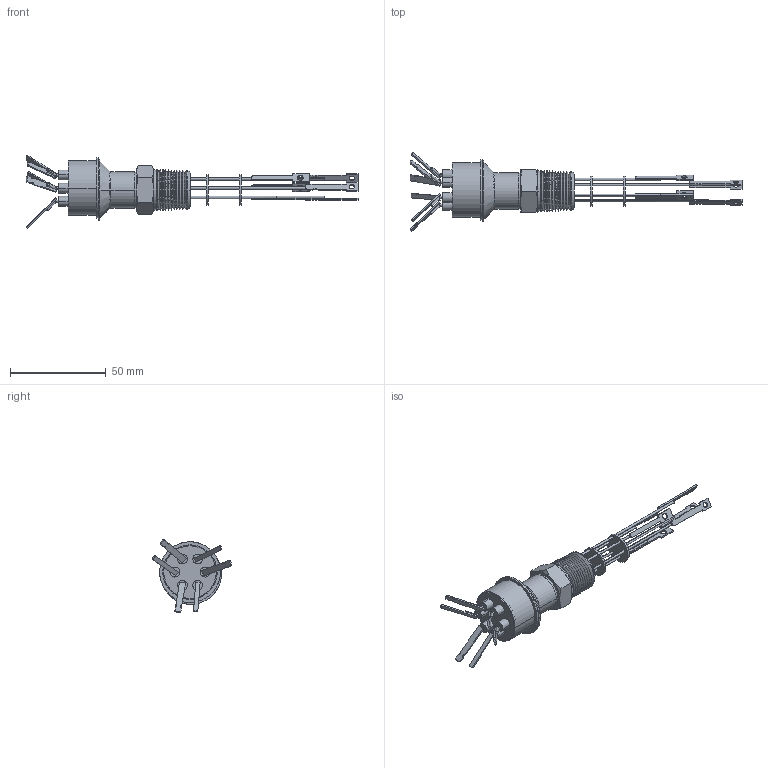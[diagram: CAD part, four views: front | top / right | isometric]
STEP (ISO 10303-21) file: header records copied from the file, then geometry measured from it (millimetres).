
FILE_DESCRIPTION (( 'STEP AP203' ), '1' );
FILE_NAME ('A0786-1-NPT.STEP', '2011-11-17T18:03:57', ( '' ), ( '' ), 'SwSTEP 2.0', 'SolidWorks 2011', '' );
FILE_SCHEMA (( 'CONFIG_CONTROL_DESIGN' ));
Length unit declared in the file: inch
Products named in the file (1): A0786-1-NPT
Bounding box: 173.67 x 41.57 x 38.35 mm (x, y, z)
Volume: 11845.7 mm3; surface area: 19604 mm2
Topology: 1 solids, 1 shells, 543 faces, 1418 edges, 923 vertices
Faces by surface type: cylinder 234, plane 188, cone 81, bspline 24, torus 16
Entity records: 19134 total; most frequent: CARTESIAN_POINT 5287, DIRECTION 3007, ORIENTED_EDGE 2836, EDGE_CURVE 1418, AXIS2_PLACEMENT_3D 1187, VERTEX_POINT 923, CIRCLE 667, EDGE_LOOP 665
